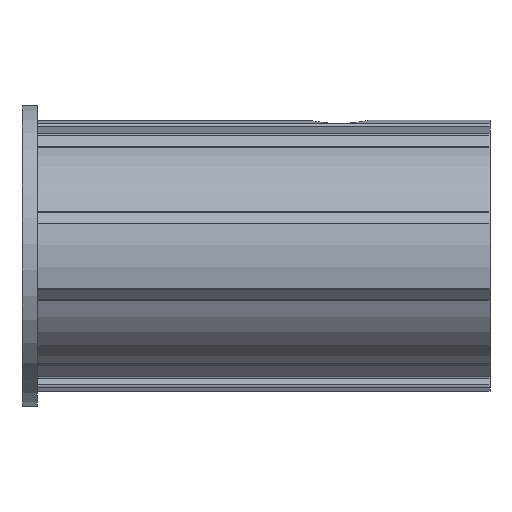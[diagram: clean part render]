
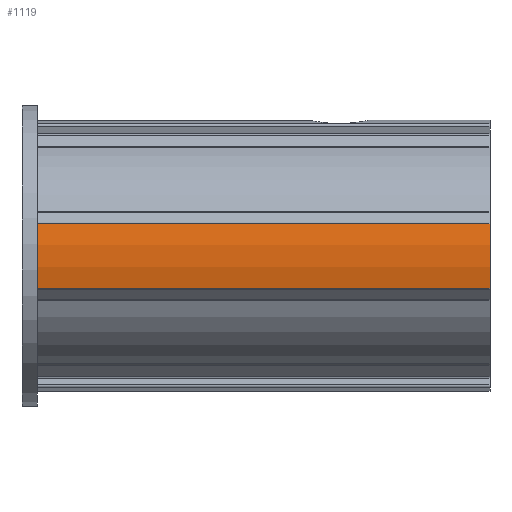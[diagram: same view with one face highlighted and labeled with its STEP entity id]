
A CAD part, left-side view. The second image highlights one B-rep face of the part: STEP entity #1119.
In plain terms, the highlighted cylindrical face has radius 18 mm (diameter 36 mm), a partial arc.
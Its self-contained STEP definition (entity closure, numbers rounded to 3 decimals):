
#130=LINE('',#2009,#223);
#131=LINE('',#2013,#224);
#223=VECTOR('',#1603,10.);
#224=VECTOR('',#1608,10.);
#258=CYLINDRICAL_SURFACE('',#1259,18.);
#314=FACE_OUTER_BOUND('',#371,.T.);
#371=EDGE_LOOP('',(#1007,#1008,#1009,#1010));
#403=CIRCLE('',#1168,18.);
#444=CIRCLE('',#1260,18.);
#496=VERTEX_POINT('',#1752);
#497=VERTEX_POINT('',#1754);
#558=VERTEX_POINT('',#2007);
#559=VERTEX_POINT('',#2011);
#611=EDGE_CURVE('',#496,#497,#403,.T.);
#724=EDGE_CURVE('',#558,#497,#130,.T.);
#725=EDGE_CURVE('',#559,#558,#444,.T.);
#726=EDGE_CURVE('',#559,#496,#131,.T.);
#1007=ORIENTED_EDGE('',*,*,#725,.T.);
#1008=ORIENTED_EDGE('',*,*,#724,.T.);
#1009=ORIENTED_EDGE('',*,*,#611,.F.);
#1010=ORIENTED_EDGE('',*,*,#726,.F.);
#1119=ADVANCED_FACE('',(#314),#258,.T.);
#1168=AXIS2_PLACEMENT_3D('',#1755,#1350,#1351);
#1259=AXIS2_PLACEMENT_3D('',#2010,#1604,#1605);
#1260=AXIS2_PLACEMENT_3D('',#2012,#1606,#1607);
#1350=DIRECTION('center_axis',(0.,1.,0.));
#1351=DIRECTION('ref_axis',(-0.972,0.,-0.237));
#1603=DIRECTION('',(0.,1.,0.));
#1604=DIRECTION('center_axis',(0.,1.,0.));
#1605=DIRECTION('ref_axis',(-0.972,0.,-0.237));
#1606=DIRECTION('center_axis',(0.,1.,0.));
#1607=DIRECTION('ref_axis',(-0.972,0.,-0.237));
#1608=DIRECTION('',(0.,1.,0.));
#1752=CARTESIAN_POINT('',(-17.489,60.,-4.259));
#1754=CARTESIAN_POINT('',(-17.489,60.,4.259));
#1755=CARTESIAN_POINT('Origin',(0.,60.,0.));
#2007=CARTESIAN_POINT('',(-17.489,0.,4.259));
#2009=CARTESIAN_POINT('',(-17.489,0.,4.259));
#2010=CARTESIAN_POINT('Origin',(0.,0.,0.));
#2011=CARTESIAN_POINT('',(-17.489,0.,-4.259));
#2012=CARTESIAN_POINT('Origin',(0.,0.,0.));
#2013=CARTESIAN_POINT('',(-17.489,0.,-4.259));
